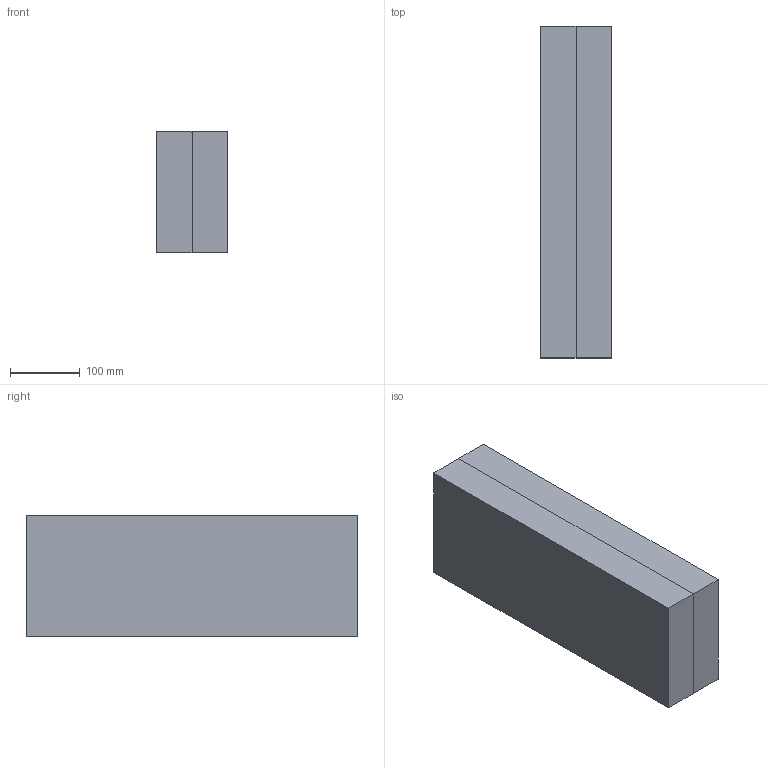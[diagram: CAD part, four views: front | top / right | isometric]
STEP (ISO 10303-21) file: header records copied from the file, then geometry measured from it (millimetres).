
FILE_DESCRIPTION (( 'STEP AP214' ), '1' );
FILE_NAME ('Center Table 0089 - 001 - Part 2.STEP', '2015-08-12T13:39:54', ( '' ), ( '' ), 'SwSTEP 2.0', 'SolidWorks 2014', '' );
FILE_SCHEMA (( 'AUTOMOTIVE_DESIGN' ));
Length unit declared in the file: millimetre
Products named in the file (1): Center Table 0089 - 001 - Part 2
Bounding box: 101 x 476.39 x 174.9 mm (x, y, z)
Volume: 8067480.1 mm3; surface area: 490244 mm2
Topology: 2 solids, 2 shells, 55 faces, 142 edges, 89 vertices
Faces by surface type: plane 30, cylinder 13, bspline 10, torus 2
Entity records: 2375 total; most frequent: CARTESIAN_POINT 1122, ORIENTED_EDGE 276, DIRECTION 205, EDGE_CURVE 138, VERTEX_POINT 89, LINE 85, VECTOR 85, AXIS2_PLACEMENT_3D 60
